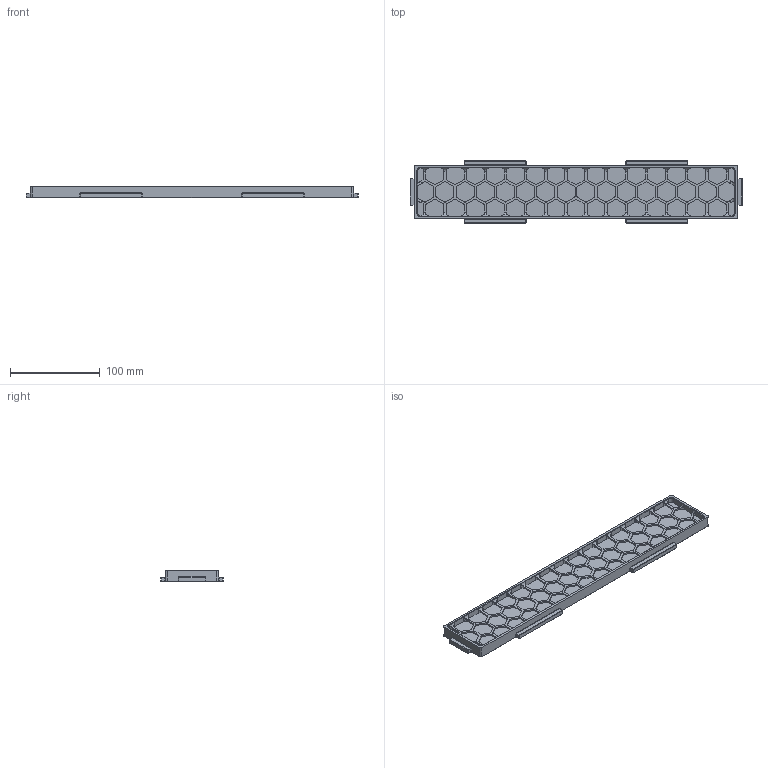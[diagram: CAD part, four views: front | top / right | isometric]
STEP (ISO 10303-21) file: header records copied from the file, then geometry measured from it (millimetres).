
FILE_DESCRIPTION(/* description */ ('STEP AP242 Edition 2','CAx-IF Rec.Pracs.---Representation and Presentation of Product Manufacturing Information (PMI)---4.0---2014-10-13','CAx-IF Rec.Pracs.---3D Tessellated Geometry---0.4---2014-09-14','2;1','CAx-IF Rec.Pracs.---User Defined Attributes---1.5---2016-08-15'),/* implementation_level */ '2;1');
FILE_NAME(/* name */ '6924eb0c55bbe6f812466abe',/* time_stamp */ '2025-11-24T23:32:29Z',/* author */ (''),/* organization */ (''),/* preprocessor_version */ 'ST-DEVELOPER v20',/* originating_system */ 'ONSHAPE BY PTC INC, 1.207',/* authorisation */ ' ');
FILE_SCHEMA (('AP242_MANAGED_MODEL_BASED_3D_ENGINEERING_MIM_LF { 1 0 10303 442 3 1 4 }'));
Length unit declared in the file: millimetre
Products named in the file (1): Front Panel
Bounding box: 370 x 69.6 x 12.5 mm (x, y, z)
Volume: 158905.7 mm3; surface area: 65614.4 mm2
Topology: 1 solids, 1 shells, 928 faces, 2509 edges, 1605 vertices
Faces by surface type: plane 542, cylinder 371, cone 15
Full cylindrical faces by diameter (mm): 4.4 x7
Entity records: 29030 total; most frequent: CARTESIAN_POINT 5439, ORIENTED_EDGE 4990, DIRECTION 4906, EDGE_CURVE 2495, LINE 1674, VECTOR 1674, AXIS2_PLACEMENT_3D 1616, VERTEX_POINT 1605
